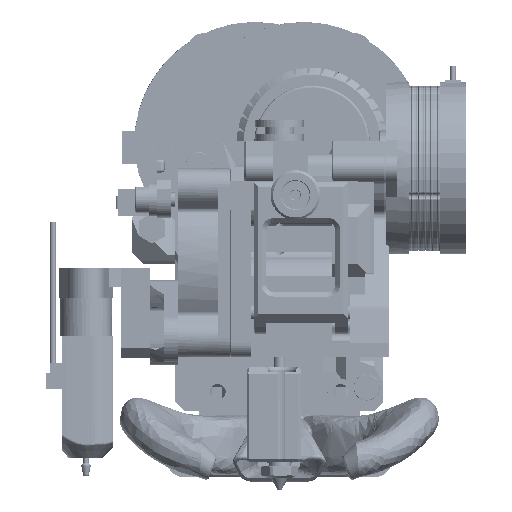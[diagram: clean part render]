
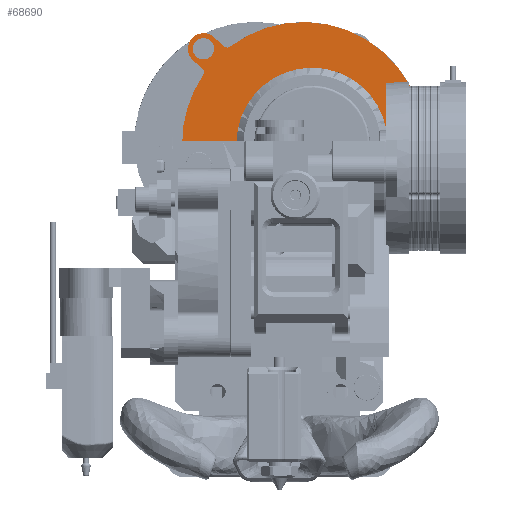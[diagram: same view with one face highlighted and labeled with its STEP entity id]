
A CAD part, front view. The second image highlights one B-rep face of the part: STEP entity #68690.
In plain terms, the highlighted face is planar.
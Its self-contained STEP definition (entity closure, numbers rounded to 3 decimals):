
#1469=FACE_BOUND('',#17369,.T.);
#1470=FACE_BOUND('',#17370,.T.);
#1471=FACE_BOUND('',#17371,.T.);
#4940=CIRCLE('',#76115,2.25);
#4942=CIRCLE('',#76118,2.25);
#4944=CIRCLE('',#76121,22.068);
#4946=CIRCLE('',#76124,3.3);
#4948=CIRCLE('',#76127,1.);
#4950=CIRCLE('',#76130,16.);
#4957=CIRCLE('',#76143,3.3);
#4959=CIRCLE('',#76147,25.65);
#4961=CIRCLE('',#76150,22.068);
#4963=CIRCLE('',#76153,1.);
#4965=CIRCLE('',#76158,1.);
#4967=CIRCLE('',#76161,2.);
#4969=CIRCLE('',#76167,25.65);
#4971=CIRCLE('',#76170,1.);
#13214=FACE_OUTER_BOUND('',#17368,.T.);
#17368=EDGE_LOOP('',(#62593,#62594,#62595,#62596,#62597,#62598,#62599,#62600,
#62601,#62602,#62603,#62604,#62605,#62606,#62607,#62608,#62609,#62610));
#17369=EDGE_LOOP('',(#62611));
#17370=EDGE_LOOP('',(#62612));
#17371=EDGE_LOOP('',(#62613));
#22027=LINE('',#351639,#26770);
#22032=LINE('',#351660,#26775);
#22034=LINE('',#351664,#26777);
#22038=LINE('',#351679,#26781);
#22047=LINE('',#351695,#26790);
#22050=LINE('',#351701,#26793);
#22055=LINE('',#351718,#26798);
#26770=VECTOR('',#94118,1000.);
#26775=VECTOR('',#94143,1000.);
#26777=VECTOR('',#94147,1000.);
#26781=VECTOR('',#94165,1000.);
#26790=VECTOR('',#94176,1000.);
#26793=VECTOR('',#94181,1000.);
#26798=VECTOR('',#94200,1000.);
#33090=VERTEX_POINT('',#351554);
#33092=VERTEX_POINT('',#351560);
#33095=VERTEX_POINT('',#351567);
#33096=VERTEX_POINT('',#351569);
#33099=VERTEX_POINT('',#351576);
#33100=VERTEX_POINT('',#351578);
#33103=VERTEX_POINT('',#351585);
#33104=VERTEX_POINT('',#351587);
#33106=VERTEX_POINT('',#351593);
#33119=VERTEX_POINT('',#351630);
#33120=VERTEX_POINT('',#351631);
#33123=VERTEX_POINT('',#351642);
#33125=VERTEX_POINT('',#351648);
#33127=VERTEX_POINT('',#351654);
#33129=VERTEX_POINT('',#351663);
#33131=VERTEX_POINT('',#351672);
#33133=VERTEX_POINT('',#351678);
#33139=VERTEX_POINT('',#351694);
#33141=VERTEX_POINT('',#351700);
#33143=VERTEX_POINT('',#351706);
#33145=VERTEX_POINT('',#351712);
#42923=EDGE_CURVE('',#33090,#33090,#4940,.T.);
#42926=EDGE_CURVE('',#33092,#33092,#4942,.T.);
#42929=EDGE_CURVE('',#33096,#33095,#4944,.T.);
#42933=EDGE_CURVE('',#33100,#33099,#4946,.T.);
#42937=EDGE_CURVE('',#33104,#33103,#4948,.T.);
#42941=EDGE_CURVE('',#33106,#33106,#4950,.T.);
#42958=EDGE_CURVE('',#33119,#33120,#4957,.T.);
#42962=EDGE_CURVE('',#33103,#33119,#22027,.T.);
#42964=EDGE_CURVE('',#33123,#33104,#4959,.T.);
#42967=EDGE_CURVE('',#33125,#33123,#4961,.T.);
#42970=EDGE_CURVE('',#33127,#33125,#4963,.T.);
#42973=EDGE_CURVE('',#33099,#33127,#22032,.T.);
#42975=EDGE_CURVE('',#33129,#33100,#22034,.T.);
#42978=EDGE_CURVE('',#33095,#33129,#4965,.T.);
#42980=EDGE_CURVE('',#33131,#33096,#4967,.T.);
#42983=EDGE_CURVE('',#33133,#33131,#22038,.T.);
#42992=EDGE_CURVE('',#33139,#33133,#22047,.T.);
#42995=EDGE_CURVE('',#33141,#33139,#22050,.T.);
#42998=EDGE_CURVE('',#33143,#33141,#4969,.T.);
#43001=EDGE_CURVE('',#33145,#33143,#4971,.T.);
#43004=EDGE_CURVE('',#33120,#33145,#22055,.T.);
#62593=ORIENTED_EDGE('',*,*,#42958,.T.);
#62594=ORIENTED_EDGE('',*,*,#43004,.T.);
#62595=ORIENTED_EDGE('',*,*,#43001,.T.);
#62596=ORIENTED_EDGE('',*,*,#42998,.T.);
#62597=ORIENTED_EDGE('',*,*,#42995,.T.);
#62598=ORIENTED_EDGE('',*,*,#42992,.T.);
#62599=ORIENTED_EDGE('',*,*,#42983,.T.);
#62600=ORIENTED_EDGE('',*,*,#42980,.T.);
#62601=ORIENTED_EDGE('',*,*,#42929,.T.);
#62602=ORIENTED_EDGE('',*,*,#42978,.T.);
#62603=ORIENTED_EDGE('',*,*,#42975,.T.);
#62604=ORIENTED_EDGE('',*,*,#42933,.T.);
#62605=ORIENTED_EDGE('',*,*,#42973,.T.);
#62606=ORIENTED_EDGE('',*,*,#42970,.T.);
#62607=ORIENTED_EDGE('',*,*,#42967,.T.);
#62608=ORIENTED_EDGE('',*,*,#42964,.T.);
#62609=ORIENTED_EDGE('',*,*,#42937,.T.);
#62610=ORIENTED_EDGE('',*,*,#42962,.T.);
#62611=ORIENTED_EDGE('',*,*,#42941,.F.);
#62612=ORIENTED_EDGE('',*,*,#42923,.F.);
#62613=ORIENTED_EDGE('',*,*,#42926,.F.);
#64904=PLANE('',#76175);
#68690=ADVANCED_FACE('',(#13214,#1469,#1470,#1471),#64904,.F.);
#76115=AXIS2_PLACEMENT_3D('',#351556,#94036,#94037);
#76118=AXIS2_PLACEMENT_3D('',#351562,#94043,#94044);
#76121=AXIS2_PLACEMENT_3D('',#351570,#94050,#94051);
#76124=AXIS2_PLACEMENT_3D('',#351579,#94058,#94059);
#76127=AXIS2_PLACEMENT_3D('',#351588,#94066,#94067);
#76130=AXIS2_PLACEMENT_3D('',#351595,#94074,#94075);
#76143=AXIS2_PLACEMENT_3D('',#351632,#94110,#94111);
#76147=AXIS2_PLACEMENT_3D('',#351643,#94122,#94123);
#76150=AXIS2_PLACEMENT_3D('',#351649,#94129,#94130);
#76153=AXIS2_PLACEMENT_3D('',#351655,#94136,#94137);
#76158=AXIS2_PLACEMENT_3D('',#351669,#94152,#94153);
#76161=AXIS2_PLACEMENT_3D('',#351673,#94158,#94159);
#76167=AXIS2_PLACEMENT_3D('',#351707,#94186,#94187);
#76170=AXIS2_PLACEMENT_3D('',#351713,#94193,#94194);
#76175=AXIS2_PLACEMENT_3D('',#351724,#94208,#94209);
#94036=DIRECTION('center_axis',(0.,1.,0.));
#94037=DIRECTION('ref_axis',(0.,0.,1.));
#94043=DIRECTION('center_axis',(0.,1.,0.));
#94044=DIRECTION('ref_axis',(0.,0.,1.));
#94050=DIRECTION('center_axis',(0.,1.,0.));
#94051=DIRECTION('ref_axis',(0.,0.,-1.));
#94058=DIRECTION('center_axis',(0.,1.,0.));
#94059=DIRECTION('ref_axis',(0.,0.,-1.));
#94066=DIRECTION('center_axis',(0.,-1.,0.));
#94067=DIRECTION('ref_axis',(0.,0.,1.));
#94074=DIRECTION('center_axis',(0.,1.,0.));
#94075=DIRECTION('ref_axis',(0.,0.,1.));
#94110=DIRECTION('center_axis',(0.,1.,0.));
#94111=DIRECTION('ref_axis',(0.,0.,-1.));
#94118=DIRECTION('',(-0.749,0.,-0.662));
#94122=DIRECTION('center_axis',(0.,1.,0.));
#94123=DIRECTION('ref_axis',(0.,0.,1.));
#94129=DIRECTION('center_axis',(0.,1.,0.));
#94130=DIRECTION('ref_axis',(0.,0.,-1.));
#94136=DIRECTION('center_axis',(0.,-1.,0.));
#94137=DIRECTION('ref_axis',(0.,0.,-1.));
#94143=DIRECTION('',(-0.749,0.,-0.662));
#94147=DIRECTION('',(0.749,0.,0.662));
#94152=DIRECTION('center_axis',(0.,-1.,0.));
#94153=DIRECTION('ref_axis',(0.,0.,1.));
#94158=DIRECTION('center_axis',(0.,-1.,0.));
#94159=DIRECTION('ref_axis',(0.,0.,1.));
#94165=DIRECTION('',(0.,0.,-1.));
#94176=DIRECTION('',(1.,0.,0.));
#94181=DIRECTION('',(0.,0.,1.));
#94186=DIRECTION('center_axis',(0.,1.,0.));
#94187=DIRECTION('ref_axis',(0.,0.,1.));
#94193=DIRECTION('center_axis',(0.,-1.,0.));
#94194=DIRECTION('ref_axis',(0.,0.,-1.));
#94200=DIRECTION('',(0.749,0.,0.662));
#94208=DIRECTION('center_axis',(0.,-1.,0.));
#94209=DIRECTION('ref_axis',(0.,0.,-1.));
#351554=CARTESIAN_POINT('',(20.,0.,15.75));
#351556=CARTESIAN_POINT('Origin',(20.,0.,18.));
#351560=CARTESIAN_POINT('',(-23.,0.,-22.25));
#351562=CARTESIAN_POINT('Origin',(-23.,0.,-20.));
#351567=CARTESIAN_POINT('',(14.152,0.,18.241));
#351569=CARTESIAN_POINT('',(-4.899,0.,21.048));
#351570=CARTESIAN_POINT('Origin',(1.732,0.,0.));
#351576=CARTESIAN_POINT('',(22.185,0.,15.527));
#351578=CARTESIAN_POINT('',(17.815,0.,20.473));
#351579=CARTESIAN_POINT('Origin',(20.,0.,18.));
#351585=CARTESIAN_POINT('',(-18.599,0.,-20.515));
#351587=CARTESIAN_POINT('',(-17.333,0.,-20.467));
#351588=CARTESIAN_POINT('Origin',(-17.937,0.,-21.264));
#351593=CARTESIAN_POINT('',(0.,0.,-16.));
#351595=CARTESIAN_POINT('Origin',(0.,0.,0.));
#351630=CARTESIAN_POINT('',(-20.815,0.,-22.473));
#351631=CARTESIAN_POINT('',(-25.185,0.,-17.527));
#351632=CARTESIAN_POINT('Origin',(-23.,0.,-20.));
#351639=CARTESIAN_POINT('',(-20.815,0.,-22.473));
#351642=CARTESIAN_POINT('',(23.8,0.,0.));
#351643=CARTESIAN_POINT('Origin',(-1.85,0.,-0.017));
#351648=CARTESIAN_POINT('',(19.979,0.,12.411));
#351649=CARTESIAN_POINT('Origin',(1.732,0.,0.));
#351654=CARTESIAN_POINT('',(20.144,0.,13.723));
#351655=CARTESIAN_POINT('Origin',(20.806,0.,12.974));
#351660=CARTESIAN_POINT('',(22.185,0.,15.527));
#351663=CARTESIAN_POINT('',(15.377,0.,18.318));
#351664=CARTESIAN_POINT('',(17.815,0.,20.473));
#351669=CARTESIAN_POINT('Origin',(14.715,0.,19.068));
#351672=CARTESIAN_POINT('',(-7.5,0.,22.956));
#351673=CARTESIAN_POINT('Origin',(-5.5,0.,22.956));
#351678=CARTESIAN_POINT('',(-7.5,0.,25.4));
#351679=CARTESIAN_POINT('',(-7.5,0.,25.4));
#351694=CARTESIAN_POINT('',(-27.5,0.,25.4));
#351695=CARTESIAN_POINT('',(-27.5,0.,25.4));
#351700=CARTESIAN_POINT('',(-27.5,0.,0.));
#351701=CARTESIAN_POINT('',(-27.5,0.,25.4));
#351706=CARTESIAN_POINT('',(-23.043,0.,-14.466));
#351707=CARTESIAN_POINT('Origin',(-1.85,0.,-0.017));
#351712=CARTESIAN_POINT('',(-23.207,0.,-15.779));
#351713=CARTESIAN_POINT('Origin',(-23.869,0.,-15.03));
#351718=CARTESIAN_POINT('',(-25.185,0.,-17.527));
#351724=CARTESIAN_POINT('Origin',(-23.,0.,-20.));
